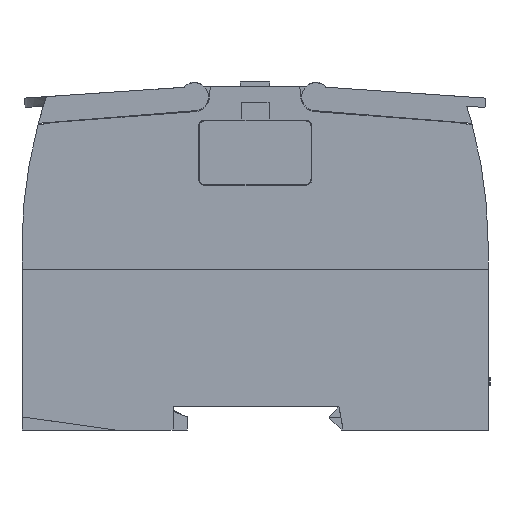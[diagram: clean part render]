
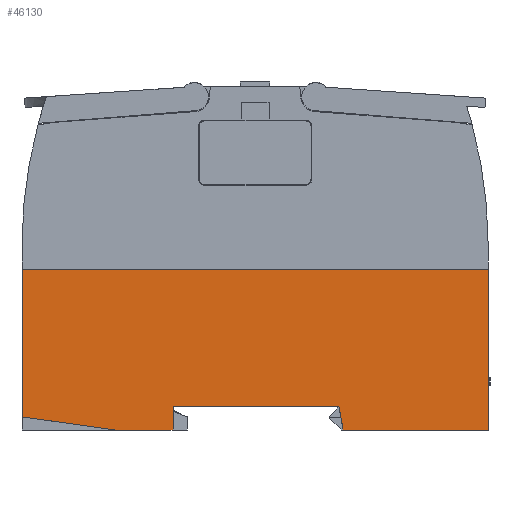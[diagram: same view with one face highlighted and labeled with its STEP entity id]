
A CAD part, left-side view. The second image highlights one B-rep face of the part: STEP entity #46130.
In plain terms, the highlighted planar face has unit normal (-1, 0, 0).
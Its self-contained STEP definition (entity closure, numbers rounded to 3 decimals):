
#6782=LINE('',#116604,#13248);
#6808=LINE('',#116658,#13274);
#6817=LINE('',#116675,#13283);
#6825=LINE('',#116692,#13291);
#6830=LINE('',#116701,#13296);
#6834=LINE('',#116710,#13300);
#6838=LINE('',#116717,#13304);
#6841=LINE('',#116723,#13307);
#6848=LINE('',#116735,#13314);
#13248=VECTOR('',#93044,1.);
#13274=VECTOR('',#93082,1.);
#13283=VECTOR('',#93093,1.);
#13291=VECTOR('',#93103,1.);
#13296=VECTOR('',#93110,1.);
#13300=VECTOR('',#93116,1.);
#13304=VECTOR('',#93122,1.);
#13307=VECTOR('',#93127,1.);
#13314=VECTOR('',#93136,1.);
#40181=PLANE('',#80655);
#43055=FACE_OUTER_BOUND('',#50113,.T.);
#46130=ADVANCED_FACE('',(#43055),#40181,.F.);
#50113=EDGE_LOOP('',(#63628,#63629,#63630,#63631,#63632,#63633,#63634,#63635,
#63636));
#63628=ORIENTED_EDGE('',*,*,#76451,.T.);
#63629=ORIENTED_EDGE('',*,*,#76499,.T.);
#63630=ORIENTED_EDGE('',*,*,#76486,.T.);
#63631=ORIENTED_EDGE('',*,*,#76477,.T.);
#63632=ORIENTED_EDGE('',*,*,#76507,.T.);
#63633=ORIENTED_EDGE('',*,*,#76503,.T.);
#63634=ORIENTED_EDGE('',*,*,#76517,.F.);
#63635=ORIENTED_EDGE('',*,*,#76494,.F.);
#63636=ORIENTED_EDGE('',*,*,#76510,.T.);
#69413=VERTEX_POINT('',#116603);
#69414=VERTEX_POINT('',#116605);
#69435=VERTEX_POINT('',#116657);
#69436=VERTEX_POINT('',#116659);
#69443=VERTEX_POINT('',#116676);
#69450=VERTEX_POINT('',#116691);
#69451=VERTEX_POINT('',#116693);
#69455=VERTEX_POINT('',#116705);
#69457=VERTEX_POINT('',#116709);
#76451=EDGE_CURVE('',#69414,#69413,#6782,.T.);
#76477=EDGE_CURVE('',#69436,#69435,#6808,.T.);
#76486=EDGE_CURVE('',#69443,#69436,#6817,.T.);
#76494=EDGE_CURVE('',#69450,#69451,#6825,.T.);
#76499=EDGE_CURVE('',#69413,#69443,#6830,.T.);
#76503=EDGE_CURVE('',#69455,#69457,#6834,.T.);
#76507=EDGE_CURVE('',#69435,#69455,#6838,.T.);
#76510=EDGE_CURVE('',#69450,#69414,#6841,.T.);
#76517=EDGE_CURVE('',#69451,#69457,#6848,.T.);
#80655=AXIS2_PLACEMENT_3D('',#116736,#93137,#93138);
#93044=DIRECTION('',(0.,-0.99,-0.139));
#93082=DIRECTION('',(0.,-1.,0.));
#93093=DIRECTION('',(0.,0.,1.));
#93103=DIRECTION('',(0.,-1.,0.));
#93110=DIRECTION('',(0.,-1.,0.));
#93116=DIRECTION('',(0.,-1.,0.));
#93122=DIRECTION('',(0.,-0.174,-0.985));
#93127=DIRECTION('',(0.,0.,-1.));
#93136=DIRECTION('',(0.,0.,-1.));
#93137=DIRECTION('',(1.,0.,0.));
#93138=DIRECTION('',(0.,0.,-1.));
#116603=CARTESIAN_POINT('',(0.,80.,0.));
#116604=CARTESIAN_POINT('',(0.,100.,2.811));
#116605=CARTESIAN_POINT('',(0.,100.,2.811));
#116657=CARTESIAN_POINT('',(0.,32.,5.));
#116658=CARTESIAN_POINT('',(0.,67.6,5.));
#116659=CARTESIAN_POINT('',(0.,67.6,5.));
#116675=CARTESIAN_POINT('',(0.,67.6,0.));
#116676=CARTESIAN_POINT('',(0.,67.6,0.));
#116691=CARTESIAN_POINT('',(0.,100.,34.5));
#116692=CARTESIAN_POINT('',(0.,100.,34.5));
#116693=CARTESIAN_POINT('',(0.,0.,34.5));
#116701=CARTESIAN_POINT('',(0.,100.,0.));
#116705=CARTESIAN_POINT('',(0.,31.118,0.));
#116709=CARTESIAN_POINT('',(0.,0.,0.));
#116710=CARTESIAN_POINT('',(0.,100.,0.));
#116717=CARTESIAN_POINT('',(0.,32.,5.));
#116723=CARTESIAN_POINT('',(0.,100.,34.5));
#116735=CARTESIAN_POINT('',(0.,0.,34.5));
#116736=CARTESIAN_POINT('',(0.,100.,34.5));
